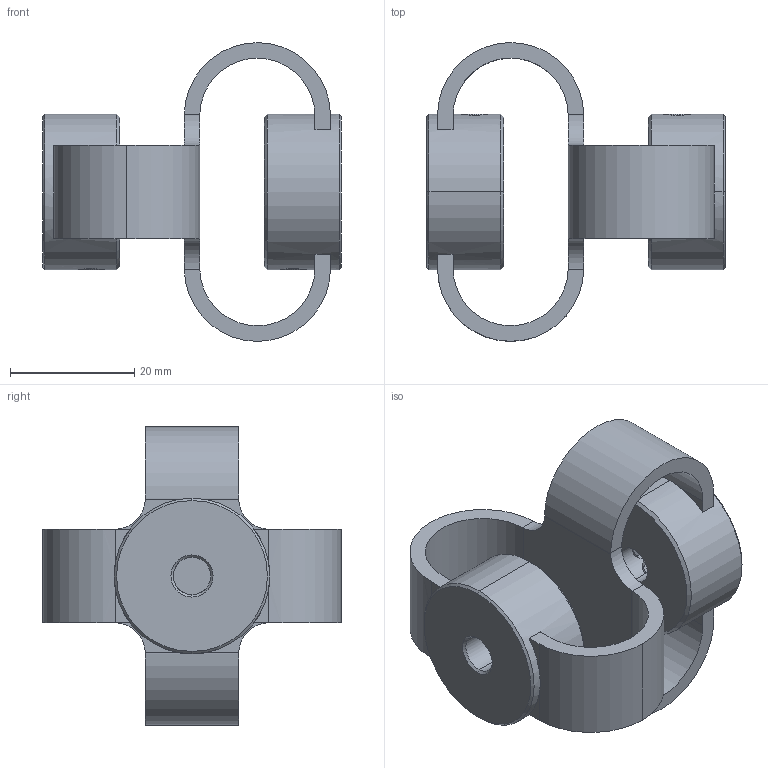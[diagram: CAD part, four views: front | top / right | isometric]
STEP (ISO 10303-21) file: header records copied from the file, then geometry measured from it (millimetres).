
FILE_DESCRIPTION (( 'STEP AP203' ), '1' );
FILE_NAME ('CL12-42.step', '2011-08-10T07:37:06', ( '' ), ( '' ), 'SwSTEP 2.0', 'SolidWorks 2010', '' );
FILE_SCHEMA (( 'CONFIG_CONTROL_DESIGN' ));
Length unit declared in the file: millimetre
Products named in the file (1): CL12-42
Bounding box: 48 x 48 x 48 mm (x, y, z)
Volume: 17737.6 mm3; surface area: 10886.6 mm2
Topology: 5 solids, 5 shells, 142 faces, 370 edges, 236 vertices
Faces by surface type: plane 66, cylinder 40, cone 28, bspline 8
Entity records: 5237 total; most frequent: CARTESIAN_POINT 1727, ORIENTED_EDGE 740, DIRECTION 676, EDGE_CURVE 370, AXIS2_PLACEMENT_3D 243, VERTEX_POINT 236, LINE 190, VECTOR 190
